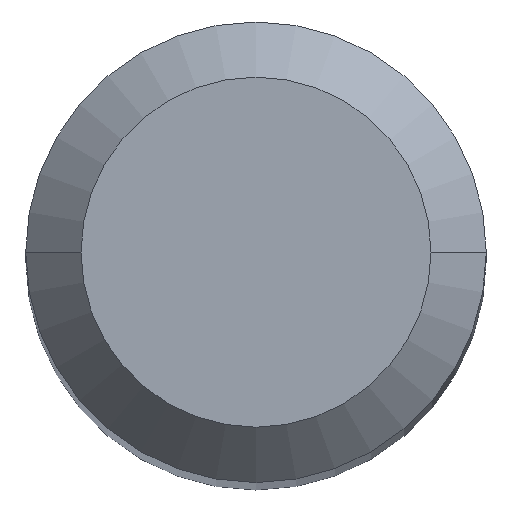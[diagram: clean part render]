
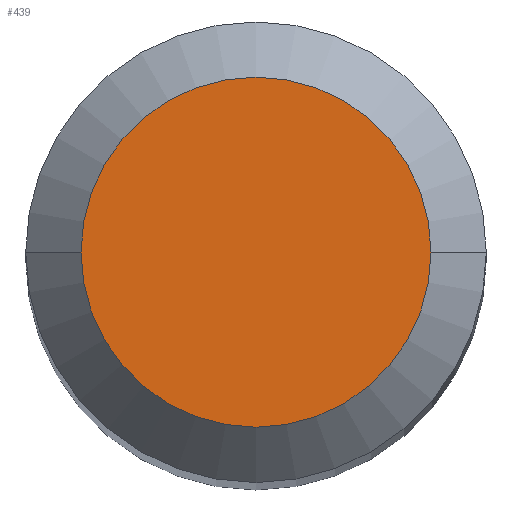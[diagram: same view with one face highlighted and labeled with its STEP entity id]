
A CAD part, top view. The second image highlights one B-rep face of the part: STEP entity #439.
In plain terms, the highlighted planar face has unit normal (0, 0, 1).
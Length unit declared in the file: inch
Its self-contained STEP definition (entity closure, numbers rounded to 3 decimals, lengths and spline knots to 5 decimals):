
#48 = CARTESIAN_POINT ( 'NONE',  ( 0., 0., 0. ) ) ;
#58 = EDGE_CURVE ( 'NONE', #363, #471, #509, .T. ) ;
#66 = DIRECTION ( 'NONE',  ( 1., 0., 0. ) ) ;
#69 = DIRECTION ( 'NONE',  ( 1., 0., 0. ) ) ;
#104 = AXIS2_PLACEMENT_3D ( 'NONE', #428, #482, #69 ) ;
#118 = CIRCLE ( 'NONE', #104, 0.0475 ) ;
#152 = ORIENTED_EDGE ( 'NONE', *, *, #58, .T. ) ;
#157 = CARTESIAN_POINT ( 'NONE',  ( -0.0475, 0., 0. ) ) ;
#171 = EDGE_CURVE ( 'NONE', #471, #363, #118, .T. ) ;
#252 = FACE_OUTER_BOUND ( 'NONE', #495, .T. ) ;
#296 = CARTESIAN_POINT ( 'NONE',  ( 0., 0.0475, 0. ) ) ;
#307 = AXIS2_PLACEMENT_3D ( 'NONE', #48, #370, #66 ) ;
#331 = DIRECTION ( 'NONE',  ( -1., 0., 0. ) ) ;
#332 = CARTESIAN_POINT ( 'NONE',  ( 0.0475, 0., 0. ) ) ;
#351 = AXIS2_PLACEMENT_3D ( 'NONE', #296, #374, #331 ) ;
#357 = ORIENTED_EDGE ( 'NONE', *, *, #171, .T. ) ;
#363 = VERTEX_POINT ( 'NONE', #157 ) ;
#370 = DIRECTION ( 'NONE',  ( 0., 0., 1. ) ) ;
#374 = DIRECTION ( 'NONE',  ( 0., 0., -1. ) ) ;
#407 = PLANE ( 'NONE',  #351 ) ;
#428 = CARTESIAN_POINT ( 'NONE',  ( 0., 0., 0. ) ) ;
#439 = ADVANCED_FACE ( 'NONE', ( #252 ), #407, .F. ) ;
#471 = VERTEX_POINT ( 'NONE', #332 ) ;
#482 = DIRECTION ( 'NONE',  ( 0., 0., 1. ) ) ;
#495 = EDGE_LOOP ( 'NONE', ( #152, #357 ) ) ;
#509 = CIRCLE ( 'NONE', #307, 0.0475 ) ;
